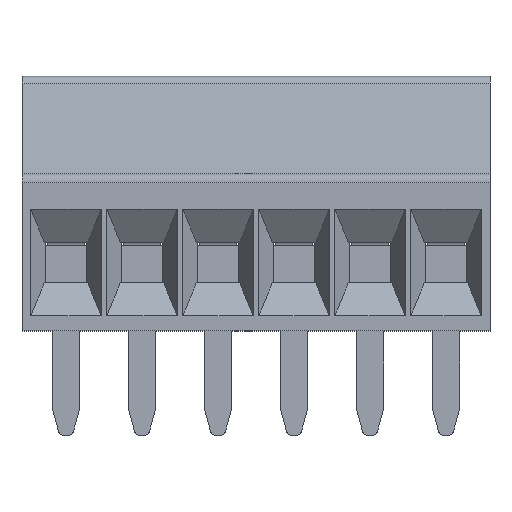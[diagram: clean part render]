
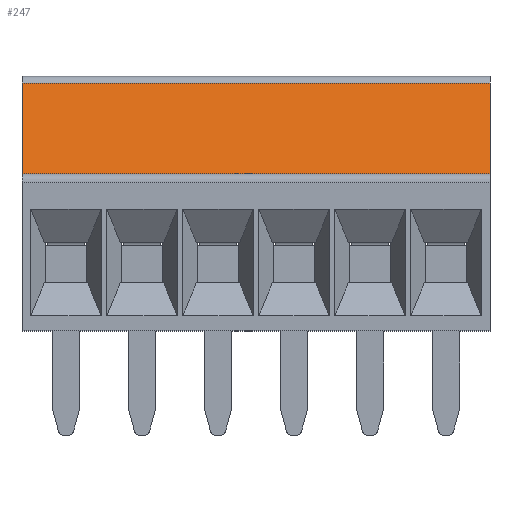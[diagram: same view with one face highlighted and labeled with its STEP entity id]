
A CAD part, top view. The second image highlights one B-rep face of the part: STEP entity #247.
In plain terms, the highlighted planar face has unit normal (0, 0.257, 0.966).
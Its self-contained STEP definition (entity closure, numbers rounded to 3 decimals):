
#247=ADVANCED_FACE('',(#1975),#1976,.F.);
#1975=FACE_OUTER_BOUND('',#5194,.T.);
#1976=PLANE('',#5195);
#5194=EDGE_LOOP('',(#9946,#9947,#9948,#9949));
#5195=AXIS2_PLACEMENT_3D('',#9950,#9951,#9952);
#9946=ORIENTED_EDGE('',*,*,#21972,.T.);
#9947=ORIENTED_EDGE('',*,*,#22904,.F.);
#9948=ORIENTED_EDGE('',*,*,#22905,.F.);
#9949=ORIENTED_EDGE('',*,*,#22902,.T.);
#9950=CARTESIAN_POINT('',(15.64,8.277,1.795));
#9951=DIRECTION('',(0.0,-0.257,-0.966));
#9952=DIRECTION('',(0.0,-0.966,0.257));
#21972=EDGE_CURVE('',#26726,#26724,#26727,.T.);
#22902=EDGE_CURVE('',#28431,#26726,#28432,.T.);
#22904=EDGE_CURVE('',#28434,#26724,#28435,.T.);
#22905=EDGE_CURVE('',#28431,#28434,#28436,.T.);
#26724=VERTEX_POINT('',#34304);
#26726=VERTEX_POINT('',#34307);
#26727=LINE('',#34308,#34309);
#28431=VERTEX_POINT('',#36537);
#28432=LINE('',#36538,#36539);
#28434=VERTEX_POINT('',#36541);
#28435=LINE('',#36542,#36543);
#28436=LINE('',#36544,#36545);
#34304=CARTESIAN_POINT('',(0.0,5.25,2.6));
#34307=CARTESIAN_POINT('',(0.0,8.277,1.795));
#34308=CARTESIAN_POINT('',(0.0,8.277,1.795));
#34309=VECTOR('',#44372,1000.0);
#36537=CARTESIAN_POINT('',(15.64,8.277,1.795));
#36538=CARTESIAN_POINT('',(15.64,8.277,1.795));
#36539=VECTOR('',#46112,1000.0);
#36541=CARTESIAN_POINT('',(15.64,5.25,2.6));
#36542=CARTESIAN_POINT('',(15.64,5.25,2.6));
#36543=VECTOR('',#46116,1000.0);
#36544=CARTESIAN_POINT('',(15.64,8.277,1.795));
#36545=VECTOR('',#46117,1000.0);
#44372=DIRECTION('',(0.0,-0.966,0.257));
#46112=DIRECTION('',(-1.0,0.0,0.0));
#46116=DIRECTION('',(-1.0,0.0,0.0));
#46117=DIRECTION('',(0.0,-0.966,0.257));
